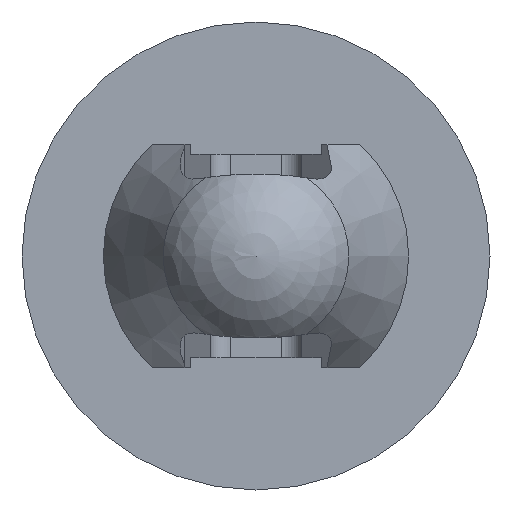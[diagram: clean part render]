
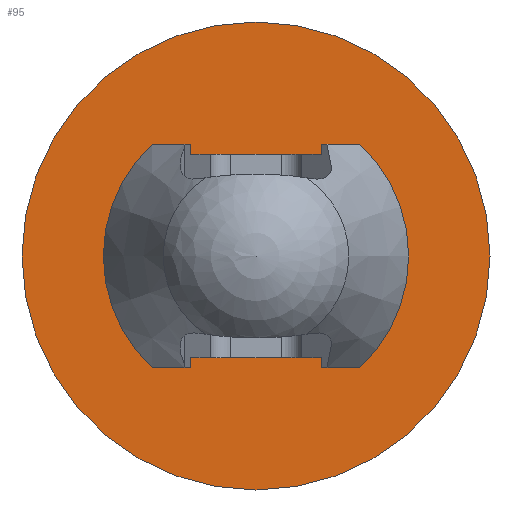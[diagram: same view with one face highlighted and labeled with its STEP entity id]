
A CAD part, front view. The second image highlights one B-rep face of the part: STEP entity #95.
In plain terms, the highlighted planar face has unit normal (0, -1, 0).
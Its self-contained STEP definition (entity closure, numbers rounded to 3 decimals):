
#95 = ADVANCED_FACE( '', ( #210, #211 ), #212, .F. );
#210 = FACE_BOUND( '', #345, .T. );
#211 = FACE_OUTER_BOUND( '', #346, .T. );
#212 = PLANE( '', #347 );
#345 = EDGE_LOOP( '', ( #578, #579, #580, #581 ) );
#346 = EDGE_LOOP( '', ( #582 ) );
#347 = AXIS2_PLACEMENT_3D( '', #583, #584, #585 );
#578 = ORIENTED_EDGE( '', *, *, #924, .F. );
#579 = ORIENTED_EDGE( '', *, *, #925, .F. );
#580 = ORIENTED_EDGE( '', *, *, #926, .T. );
#581 = ORIENTED_EDGE( '', *, *, #927, .F. );
#582 = ORIENTED_EDGE( '', *, *, #928, .T. );
#583 = CARTESIAN_POINT( '', ( -2.3, -1.75, 0. ) );
#584 = DIRECTION( '', ( 0., 1., 0. ) );
#585 = DIRECTION( '', ( -1., 0., 0. ) );
#924 = EDGE_CURVE( '', #1148, #1149, #1150, .T. );
#925 = EDGE_CURVE( '', #1151, #1148, #1152, .T. );
#926 = EDGE_CURVE( '', #1151, #1153, #1154, .T. );
#927 = EDGE_CURVE( '', #1149, #1153, #1155, .T. );
#928 = EDGE_CURVE( '', #1156, #1156, #1157, .T. );
#1148 = VERTEX_POINT( '', #1490 );
#1149 = VERTEX_POINT( '', #1491 );
#1150 = LINE( '', #1492, #1493 );
#1151 = VERTEX_POINT( '', #1494 );
#1152 = CIRCLE( '', #1495, 1.25 );
#1153 = VERTEX_POINT( '', #1496 );
#1154 = LINE( '', #1497, #1498 );
#1155 = CIRCLE( '', #1499, 1.25 );
#1156 = VERTEX_POINT( '', #1500 );
#1157 = CIRCLE( '', #1501, 2.3 );
#1490 = CARTESIAN_POINT( '', ( 0.75, -1.75, 1. ) );
#1491 = CARTESIAN_POINT( '', ( -0.75, -1.75, 1. ) );
#1492 = CARTESIAN_POINT( '', ( 2.5, -1.75, 1. ) );
#1493 = VECTOR( '', #1749, 1000. );
#1494 = CARTESIAN_POINT( '', ( 0.75, -1.75, -1. ) );
#1495 = AXIS2_PLACEMENT_3D( '', #1750, #1751, #1752 );
#1496 = CARTESIAN_POINT( '', ( -0.75, -1.75, -1. ) );
#1497 = CARTESIAN_POINT( '', ( 2.5, -1.75, -1. ) );
#1498 = VECTOR( '', #1753, 1000. );
#1499 = AXIS2_PLACEMENT_3D( '', #1754, #1755, #1756 );
#1500 = CARTESIAN_POINT( '', ( 2.3, -1.75, 0. ) );
#1501 = AXIS2_PLACEMENT_3D( '', #1757, #1758, #1759 );
#1749 = DIRECTION( '', ( -1., 0., 0. ) );
#1750 = CARTESIAN_POINT( '', ( 0., -1.75, 0. ) );
#1751 = DIRECTION( '', ( 0., -1., 0. ) );
#1752 = DIRECTION( '', ( 1., 0., 0. ) );
#1753 = DIRECTION( '', ( -1., 0., 0. ) );
#1754 = CARTESIAN_POINT( '', ( 0., -1.75, 0. ) );
#1755 = DIRECTION( '', ( 0., -1., 0. ) );
#1756 = DIRECTION( '', ( 1., 0., 0. ) );
#1757 = CARTESIAN_POINT( '', ( 0., -1.75, 0. ) );
#1758 = DIRECTION( '', ( 0., -1., 0. ) );
#1759 = DIRECTION( '', ( 1., 0., 0. ) );
